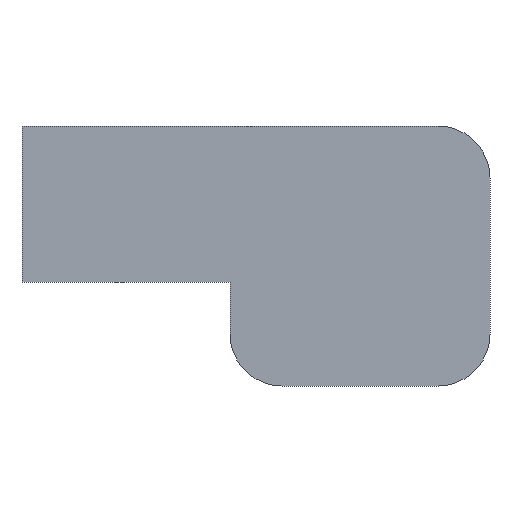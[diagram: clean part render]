
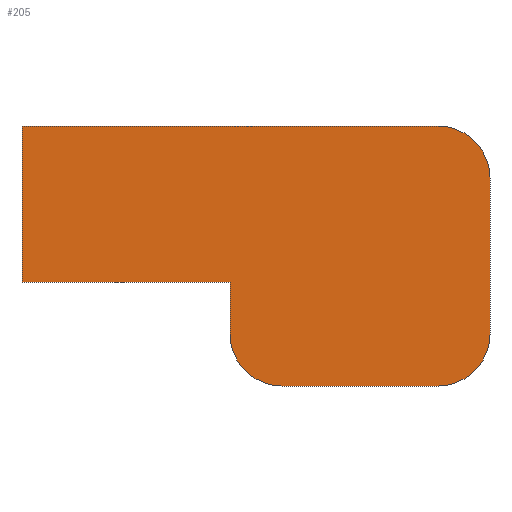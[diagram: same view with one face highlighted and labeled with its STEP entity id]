
A CAD part, front view. The second image highlights one B-rep face of the part: STEP entity #205.
In plain terms, the highlighted planar face has unit normal (0, -1, 0).
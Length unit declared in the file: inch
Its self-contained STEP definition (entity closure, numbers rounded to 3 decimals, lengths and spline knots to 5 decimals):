
#15=CIRCLE('',#224,0.1);
#17=CIRCLE('',#228,0.1);
#19=CIRCLE('',#232,0.1);
#34=FACE_OUTER_BOUND('',#45,.T.);
#45=EDGE_LOOP('',(#178,#179,#180,#181,#182,#183,#184,#185,#186));
#46=LINE('',#298,#67);
#50=LINE('',#306,#71);
#53=LINE('',#312,#74);
#57=LINE('',#324,#78);
#61=LINE('',#336,#82);
#65=LINE('',#347,#86);
#67=VECTOR('',#241,0.3937);
#71=VECTOR('',#247,0.3937);
#74=VECTOR('',#252,0.3937);
#78=VECTOR('',#264,0.3937);
#82=VECTOR('',#276,0.3937);
#86=VECTOR('',#288,0.3937);
#88=VERTEX_POINT('',#296);
#89=VERTEX_POINT('',#297);
#92=VERTEX_POINT('',#305);
#94=VERTEX_POINT('',#311);
#96=VERTEX_POINT('',#317);
#98=VERTEX_POINT('',#323);
#100=VERTEX_POINT('',#329);
#102=VERTEX_POINT('',#335);
#104=VERTEX_POINT('',#341);
#106=EDGE_CURVE('',#88,#89,#46,.T.);
#110=EDGE_CURVE('',#89,#92,#50,.T.);
#113=EDGE_CURVE('',#94,#92,#53,.T.);
#116=EDGE_CURVE('',#96,#94,#15,.T.);
#119=EDGE_CURVE('',#98,#96,#57,.T.);
#122=EDGE_CURVE('',#100,#98,#17,.T.);
#125=EDGE_CURVE('',#102,#100,#61,.T.);
#128=EDGE_CURVE('',#104,#102,#19,.T.);
#131=EDGE_CURVE('',#88,#104,#65,.T.);
#178=ORIENTED_EDGE('',*,*,#131,.F.);
#179=ORIENTED_EDGE('',*,*,#106,.T.);
#180=ORIENTED_EDGE('',*,*,#110,.T.);
#181=ORIENTED_EDGE('',*,*,#113,.F.);
#182=ORIENTED_EDGE('',*,*,#116,.F.);
#183=ORIENTED_EDGE('',*,*,#119,.F.);
#184=ORIENTED_EDGE('',*,*,#122,.F.);
#185=ORIENTED_EDGE('',*,*,#125,.F.);
#186=ORIENTED_EDGE('',*,*,#128,.F.);
#194=PLANE('',#236);
#205=ADVANCED_FACE('',(#34),#194,.F.);
#224=AXIS2_PLACEMENT_3D('',#318,#257,#258);
#228=AXIS2_PLACEMENT_3D('',#330,#269,#270);
#232=AXIS2_PLACEMENT_3D('',#342,#281,#282);
#236=AXIS2_PLACEMENT_3D('',#350,#292,#293);
#241=DIRECTION('',(0.,0.,-1.));
#247=DIRECTION('',(1.,0.,0.));
#252=DIRECTION('',(0.,0.,1.));
#257=DIRECTION('center_axis',(0.,1.,0.));
#258=DIRECTION('ref_axis',(0.,0.,-1.));
#264=DIRECTION('',(-1.,0.,0.));
#269=DIRECTION('center_axis',(0.,1.,0.));
#270=DIRECTION('ref_axis',(1.,0.,0.));
#276=DIRECTION('',(0.,0.,-1.));
#281=DIRECTION('center_axis',(0.,1.,0.));
#282=DIRECTION('ref_axis',(0.,0.,1.));
#288=DIRECTION('',(1.,0.,0.));
#292=DIRECTION('center_axis',(0.,1.,0.));
#293=DIRECTION('ref_axis',(1.,0.,0.));
#296=CARTESIAN_POINT('',(-0.4,0.,0.));
#297=CARTESIAN_POINT('',(-0.4,0.,-0.3));
#298=CARTESIAN_POINT('',(-0.4,0.,0.));
#305=CARTESIAN_POINT('',(0.,0.,-0.3));
#306=CARTESIAN_POINT('',(-0.4,0.,-0.3));
#311=CARTESIAN_POINT('',(0.,0.,-0.4));
#312=CARTESIAN_POINT('',(0.,0.,-0.4));
#317=CARTESIAN_POINT('',(0.1,0.,-0.5));
#318=CARTESIAN_POINT('Origin',(0.1,0.,-0.4));
#323=CARTESIAN_POINT('',(0.4,0.,-0.5));
#324=CARTESIAN_POINT('',(0.4,0.,-0.5));
#329=CARTESIAN_POINT('',(0.5,0.,-0.4));
#330=CARTESIAN_POINT('Origin',(0.4,0.,-0.4));
#335=CARTESIAN_POINT('',(0.5,0.,-0.1));
#336=CARTESIAN_POINT('',(0.5,0.,-0.1));
#341=CARTESIAN_POINT('',(0.4,0.,0.));
#342=CARTESIAN_POINT('Origin',(0.4,0.,-0.1));
#347=CARTESIAN_POINT('',(0.,0.,0.));
#350=CARTESIAN_POINT('Origin',(0.05,0.,-0.25));
